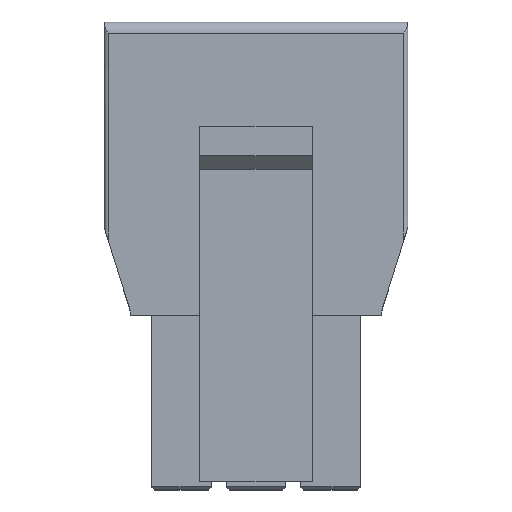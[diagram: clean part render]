
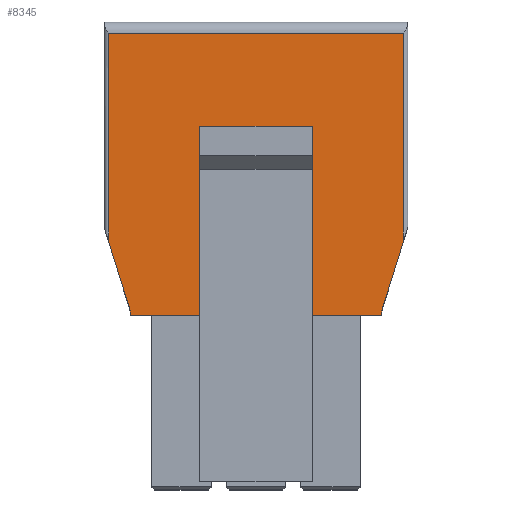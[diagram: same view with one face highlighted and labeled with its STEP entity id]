
A CAD part, top view. The second image highlights one B-rep face of the part: STEP entity #8345.
In plain terms, the highlighted planar face has unit normal (0, 0, 1).
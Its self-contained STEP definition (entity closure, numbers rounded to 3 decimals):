
#1796=ORIENTED_EDGE('',*,*,#3361,.F.);
#1797=ORIENTED_EDGE('',*,*,#3423,.F.);
#1798=ORIENTED_EDGE('',*,*,#3346,.T.);
#1799=ORIENTED_EDGE('',*,*,#3424,.F.);
#1800=ORIENTED_EDGE('',*,*,#3425,.T.);
#1801=ORIENTED_EDGE('',*,*,#3426,.T.);
#1802=ORIENTED_EDGE('',*,*,#3427,.F.);
#1803=ORIENTED_EDGE('',*,*,#3428,.T.);
#1804=ORIENTED_EDGE('',*,*,#3429,.T.);
#1805=ORIENTED_EDGE('',*,*,#3430,.T.);
#1806=ORIENTED_EDGE('',*,*,#3431,.T.);
#1807=ORIENTED_EDGE('',*,*,#3321,.T.);
#1808=ORIENTED_EDGE('',*,*,#3389,.T.);
#1809=ORIENTED_EDGE('',*,*,#3297,.T.);
#1810=ORIENTED_EDGE('',*,*,#3418,.T.);
#1811=ORIENTED_EDGE('',*,*,#3365,.T.);
#3297=EDGE_CURVE('',#4216,#4215,#5252,.T.);
#3321=EDGE_CURVE('',#4236,#4237,#5275,.T.);
#3346=EDGE_CURVE('',#4255,#4257,#5294,.T.);
#3361=EDGE_CURVE('',#4268,#4269,#5304,.T.);
#3365=EDGE_CURVE('',#4273,#4272,#5306,.T.);
#3389=EDGE_CURVE('',#4237,#4216,#5328,.T.);
#3418=EDGE_CURVE('',#4215,#4273,#5357,.T.);
#3423=EDGE_CURVE('',#4255,#4268,#5362,.T.);
#3424=EDGE_CURVE('',#4269,#4257,#5363,.T.);
#3425=EDGE_CURVE('',#4319,#4320,#5364,.T.);
#3426=EDGE_CURVE('',#4320,#4321,#5365,.T.);
#3427=EDGE_CURVE('',#4322,#4321,#5366,.T.);
#3428=EDGE_CURVE('',#4322,#4319,#5367,.T.);
#3429=EDGE_CURVE('',#4272,#4323,#5368,.T.);
#3430=EDGE_CURVE('',#4323,#4324,#5369,.T.);
#3431=EDGE_CURVE('',#4324,#4236,#5370,.T.);
#4215=VERTEX_POINT('',#12717);
#4216=VERTEX_POINT('',#12719);
#4236=VERTEX_POINT('',#12766);
#4237=VERTEX_POINT('',#12767);
#4255=VERTEX_POINT('',#12810);
#4257=VERTEX_POINT('',#12814);
#4268=VERTEX_POINT('',#12845);
#4269=VERTEX_POINT('',#12847);
#4272=VERTEX_POINT('',#12854);
#4273=VERTEX_POINT('',#12856);
#4319=VERTEX_POINT('',#12968);
#4320=VERTEX_POINT('',#12969);
#4321=VERTEX_POINT('',#12971);
#4322=VERTEX_POINT('',#12973);
#4323=VERTEX_POINT('',#12976);
#4324=VERTEX_POINT('',#12978);
#5252=LINE('',#12718,#6401);
#5275=LINE('',#12765,#6424);
#5294=LINE('',#12815,#6443);
#5304=LINE('',#12846,#6453);
#5306=LINE('',#12855,#6455);
#5328=LINE('',#12901,#6477);
#5357=LINE('',#12955,#6506);
#5362=LINE('',#12965,#6511);
#5363=LINE('',#12966,#6512);
#5364=LINE('',#12967,#6513);
#5365=LINE('',#12970,#6514);
#5366=LINE('',#12972,#6515);
#5367=LINE('',#12974,#6516);
#5368=LINE('',#12975,#6517);
#5369=LINE('',#12977,#6518);
#5370=LINE('',#12979,#6519);
#6401=VECTOR('',#10353,1000.);
#6424=VECTOR('',#10384,1000.);
#6443=VECTOR('',#10421,1000.);
#6453=VECTOR('',#10451,1000.);
#6455=VECTOR('',#10459,1000.);
#6477=VECTOR('',#10493,1000.);
#6506=VECTOR('',#10524,1000.);
#6511=VECTOR('',#10531,1000.);
#6512=VECTOR('',#10532,1000.);
#6513=VECTOR('',#10533,1000.);
#6514=VECTOR('',#10534,1000.);
#6515=VECTOR('',#10535,1000.);
#6516=VECTOR('',#10536,1000.);
#6517=VECTOR('',#10537,1000.);
#6518=VECTOR('',#10538,1000.);
#6519=VECTOR('',#10539,1000.);
#7037=EDGE_LOOP('',(#1796,#1797,#1798,#1799));
#7038=EDGE_LOOP('',(#1800,#1801,#1802,#1803));
#7039=EDGE_LOOP('',(#1804,#1805,#1806,#1807,#1808,#1809,#1810,#1811));
#7494=FACE_BOUND('',#7037,.T.);
#7495=FACE_BOUND('',#7038,.T.);
#7496=FACE_BOUND('',#7039,.T.);
#7928=PLANE('',#8812);
#8345=ADVANCED_FACE('',(#7494,#7495,#7496),#7928,.T.);
#8812=AXIS2_PLACEMENT_3D('',#12964,#10529,#10530);
#10353=DIRECTION('',(1.,0.,0.));
#10384=DIRECTION('',(0.297,-0.955,0.));
#10421=DIRECTION('',(-1.,0.,0.));
#10451=DIRECTION('',(-1.,0.,0.));
#10459=DIRECTION('',(0.297,0.955,0.));
#10493=DIRECTION('',(0.,-1.,0.));
#10524=DIRECTION('',(0.,1.,0.));
#10529=DIRECTION('',(0.,0.,1.));
#10530=DIRECTION('',(1.,0.,0.));
#10531=DIRECTION('',(0.,1.,0.));
#10532=DIRECTION('',(0.,-1.,0.));
#10533=DIRECTION('',(-1.,0.,0.));
#10534=DIRECTION('',(0.,1.,0.));
#10535=DIRECTION('',(-1.,0.,0.));
#10536=DIRECTION('',(0.,-1.,0.));
#10537=DIRECTION('',(0.,1.,0.));
#10538=DIRECTION('',(-1.,0.,0.));
#10539=DIRECTION('',(0.,-1.,0.));
#12717=CARTESIAN_POINT('',(4.22,-2.98,2.97));
#12718=CARTESIAN_POINT('',(-4.22,-2.98,2.97));
#12719=CARTESIAN_POINT('',(-4.22,-2.98,2.97));
#12765=CARTESIAN_POINT('',(-5.1,0.,2.97));
#12766=CARTESIAN_POINT('',(-4.95,-0.482,2.97));
#12767=CARTESIAN_POINT('',(-4.22,-2.83,2.97));
#12810=CARTESIAN_POINT('',(-1.,-2.59,2.97));
#12814=CARTESIAN_POINT('',(-1.88,-2.59,2.97));
#12815=CARTESIAN_POINT('',(1.88,-2.59,2.97));
#12845=CARTESIAN_POINT('',(-1.,-0.82,2.97));
#12846=CARTESIAN_POINT('',(1.88,-0.82,2.97));
#12847=CARTESIAN_POINT('',(-1.88,-0.82,2.97));
#12854=CARTESIAN_POINT('',(4.95,-0.482,2.97));
#12855=CARTESIAN_POINT('',(5.1,0.,2.97));
#12856=CARTESIAN_POINT('',(4.22,-2.83,2.97));
#12901=CARTESIAN_POINT('',(-4.22,-2.83,2.97));
#12955=CARTESIAN_POINT('',(4.22,-2.83,2.97));
#12964=CARTESIAN_POINT('',(0.,0.,2.97));
#12965=CARTESIAN_POINT('',(-1.,-5.79,2.97));
#12966=CARTESIAN_POINT('',(-1.88,-0.82,2.97));
#12967=CARTESIAN_POINT('',(1.88,-2.59,2.97));
#12968=CARTESIAN_POINT('',(1.88,-2.59,2.97));
#12969=CARTESIAN_POINT('',(1.,-2.59,2.97));
#12970=CARTESIAN_POINT('',(1.,-5.79,2.97));
#12971=CARTESIAN_POINT('',(1.,-0.82,2.97));
#12972=CARTESIAN_POINT('',(1.88,-0.82,2.97));
#12973=CARTESIAN_POINT('',(1.88,-0.82,2.97));
#12974=CARTESIAN_POINT('',(1.88,-0.82,2.97));
#12975=CARTESIAN_POINT('',(4.95,6.87,2.97));
#12976=CARTESIAN_POINT('',(4.95,6.49,2.97));
#12977=CARTESIAN_POINT('',(-4.95,6.49,2.97));
#12978=CARTESIAN_POINT('',(-4.95,6.49,2.97));
#12979=CARTESIAN_POINT('',(-4.95,0.,2.97));
